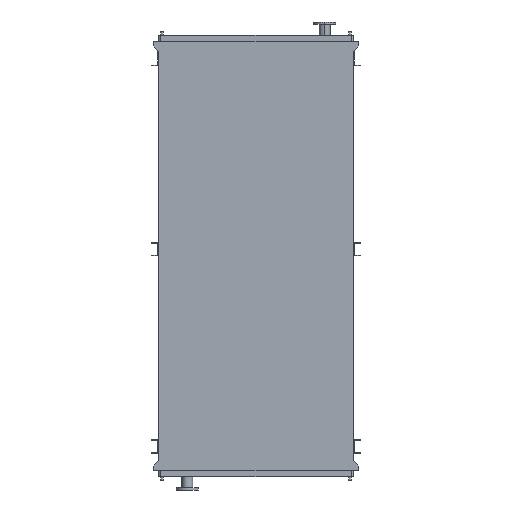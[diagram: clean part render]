
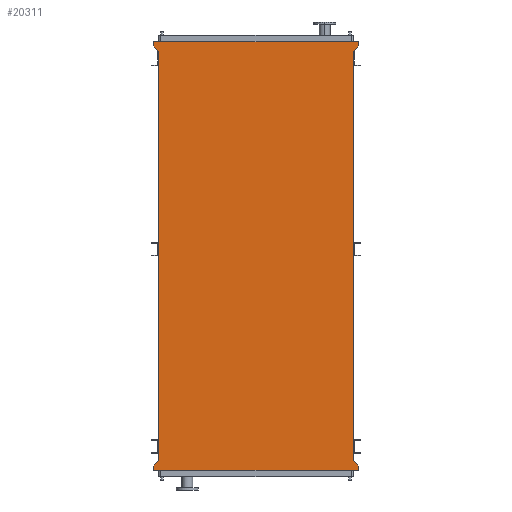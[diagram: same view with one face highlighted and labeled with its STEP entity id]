
A CAD part, front view. The second image highlights one B-rep face of the part: STEP entity #20311.
In plain terms, the highlighted planar face has unit normal (0, -1, 0).
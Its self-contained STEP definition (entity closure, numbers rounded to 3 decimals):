
#62 = CARTESIAN_POINT ( 'NONE',  ( -1011., 0., 95. ) ) ;
#410 = CARTESIAN_POINT ( 'NONE',  ( 965., 0., -4050. ) ) ;
#508 = CARTESIAN_POINT ( 'NONE',  ( -965., 0., -4050. ) ) ;
#1411 = DIRECTION ( 'NONE',  ( 1., 0., 0. ) ) ;
#1494 = CARTESIAN_POINT ( 'NONE',  ( -965., 0., 0. ) ) ;
#1615 = EDGE_CURVE ( 'NONE', #10023, #20979, #21315, .T. ) ;
#1659 = CARTESIAN_POINT ( 'NONE',  ( 1011., 0., 53. ) ) ;
#1848 = ORIENTED_EDGE ( 'NONE', *, *, #2146, .F. ) ;
#2146 = EDGE_CURVE ( 'NONE', #9213, #16798, #6959, .T. ) ;
#2352 = EDGE_CURVE ( 'NONE', #22115, #21828, #20660, .T. ) ;
#2492 = LINE ( 'NONE', #7818, #5721 ) ;
#2634 = CARTESIAN_POINT ( 'NONE',  ( 1011., 0., -4103. ) ) ;
#2757 = CARTESIAN_POINT ( 'NONE',  ( -1011., 0., -4103. ) ) ;
#3093 = AXIS2_PLACEMENT_3D ( 'NONE', #13253, #22849, #15438 ) ;
#3131 = ORIENTED_EDGE ( 'NONE', *, *, #10205, .F. ) ;
#3248 = CARTESIAN_POINT ( 'NONE',  ( -1011., 0., 53. ) ) ;
#3264 = VECTOR ( 'NONE', #4656, 1000. ) ;
#3415 = CARTESIAN_POINT ( 'NONE',  ( 965., 0., -4050. ) ) ;
#3663 = DIRECTION ( 'NONE',  ( 0., 0., 1. ) ) ;
#3970 = EDGE_LOOP ( 'NONE', ( #21188, #17263, #17308, #4618, #22883, #1848, #3131, #11845, #13659, #7063, #9539, #6081 ) ) ;
#4618 = ORIENTED_EDGE ( 'NONE', *, *, #7805, .F. ) ;
#4656 = DIRECTION ( 'NONE',  ( 0., 0., 1. ) ) ;
#4889 = VECTOR ( 'NONE', #22390, 1000. ) ;
#5429 = CARTESIAN_POINT ( 'NONE',  ( -965., 0., 0. ) ) ;
#5472 = LINE ( 'NONE', #11165, #15818 ) ;
#5708 = CARTESIAN_POINT ( 'NONE',  ( 1011., 0., 53. ) ) ;
#5721 = VECTOR ( 'NONE', #17176, 1000. ) ;
#5848 = DIRECTION ( 'NONE',  ( 0., 0., -1. ) ) ;
#6081 = ORIENTED_EDGE ( 'NONE', *, *, #18397, .F. ) ;
#6641 = VECTOR ( 'NONE', #1411, 1000. ) ;
#6959 = LINE ( 'NONE', #1494, #12426 ) ;
#7034 = EDGE_CURVE ( 'NONE', #14214, #7377, #14971, .T. ) ;
#7063 = ORIENTED_EDGE ( 'NONE', *, *, #13555, .F. ) ;
#7228 = CARTESIAN_POINT ( 'NONE',  ( 1011., 0., -4103. ) ) ;
#7377 = VERTEX_POINT ( 'NONE', #11906 ) ;
#7805 = EDGE_CURVE ( 'NONE', #14931, #10023, #23742, .T. ) ;
#7818 = CARTESIAN_POINT ( 'NONE',  ( -965., 0., -4050. ) ) ;
#8534 = CARTESIAN_POINT ( 'NONE',  ( -965., 0., -4050. ) ) ;
#9213 = VERTEX_POINT ( 'NONE', #5429 ) ;
#9539 = ORIENTED_EDGE ( 'NONE', *, *, #2352, .F. ) ;
#10023 = VERTEX_POINT ( 'NONE', #19261 ) ;
#10205 = EDGE_CURVE ( 'NONE', #18738, #9213, #23103, .T. ) ;
#10280 = VECTOR ( 'NONE', #13311, 1000. ) ;
#11026 = VECTOR ( 'NONE', #20161, 1000. ) ;
#11165 = CARTESIAN_POINT ( 'NONE',  ( -1011., 0., -4103. ) ) ;
#11309 = CARTESIAN_POINT ( 'NONE',  ( 1011., 0., -4145. ) ) ;
#11378 = CARTESIAN_POINT ( 'NONE',  ( 1011., 0., -4145. ) ) ;
#11845 = ORIENTED_EDGE ( 'NONE', *, *, #16742, .F. ) ;
#11906 = CARTESIAN_POINT ( 'NONE',  ( 965., 0., 0. ) ) ;
#12426 = VECTOR ( 'NONE', #22247, 1000. ) ;
#13119 = EDGE_CURVE ( 'NONE', #20979, #7377, #22337, .T. ) ;
#13233 = VERTEX_POINT ( 'NONE', #15036 ) ;
#13253 = CARTESIAN_POINT ( 'NONE',  ( -965., 0., -4050. ) ) ;
#13311 = DIRECTION ( 'NONE',  ( -1., 0., 0. ) ) ;
#13555 = EDGE_CURVE ( 'NONE', #21828, #13233, #19156, .T. ) ;
#13630 = VERTEX_POINT ( 'NONE', #2757 ) ;
#13659 = ORIENTED_EDGE ( 'NONE', *, *, #19057, .F. ) ;
#13948 = VECTOR ( 'NONE', #14376, 1000. ) ;
#14214 = VERTEX_POINT ( 'NONE', #3415 ) ;
#14376 = DIRECTION ( 'NONE',  ( 0., 0., -1. ) ) ;
#14931 = VERTEX_POINT ( 'NONE', #23631 ) ;
#14971 = LINE ( 'NONE', #410, #4889 ) ;
#15007 = EDGE_CURVE ( 'NONE', #16798, #14931, #17694, .T. ) ;
#15036 = CARTESIAN_POINT ( 'NONE',  ( -1011., 0., -4145. ) ) ;
#15438 = DIRECTION ( 'NONE',  ( 0., 0., -1. ) ) ;
#15818 = VECTOR ( 'NONE', #3663, 1000. ) ;
#15864 = DIRECTION ( 'NONE',  ( 0., 0., 1. ) ) ;
#16742 = EDGE_CURVE ( 'NONE', #13630, #18738, #2492, .T. ) ;
#16798 = VERTEX_POINT ( 'NONE', #21293 ) ;
#17176 = DIRECTION ( 'NONE',  ( 0.655, 0., 0.755 ) ) ;
#17263 = ORIENTED_EDGE ( 'NONE', *, *, #13119, .F. ) ;
#17308 = ORIENTED_EDGE ( 'NONE', *, *, #1615, .F. ) ;
#17391 = FACE_OUTER_BOUND ( 'NONE', #3970, .T. ) ;
#17454 = CARTESIAN_POINT ( 'NONE',  ( -1011., 0., -4145. ) ) ;
#17468 = VECTOR ( 'NONE', #5848, 1000. ) ;
#17694 = LINE ( 'NONE', #3248, #22719 ) ;
#18397 = EDGE_CURVE ( 'NONE', #14214, #22115, #19269, .T. ) ;
#18738 = VERTEX_POINT ( 'NONE', #508 ) ;
#18905 = DIRECTION ( 'NONE',  ( 0.655, 0., -0.755 ) ) ;
#19057 = EDGE_CURVE ( 'NONE', #13233, #13630, #5472, .T. ) ;
#19095 = PLANE ( 'NONE',  #3093 ) ;
#19156 = LINE ( 'NONE', #17454, #10280 ) ;
#19261 = CARTESIAN_POINT ( 'NONE',  ( 1011., 0., 95. ) ) ;
#19269 = LINE ( 'NONE', #2634, #20510 ) ;
#20161 = DIRECTION ( 'NONE',  ( -0.655, 0., -0.755 ) ) ;
#20311 = ADVANCED_FACE ( 'NONE', ( #17391 ), #19095, .T. ) ;
#20510 = VECTOR ( 'NONE', #18905, 1000. ) ;
#20660 = LINE ( 'NONE', #11309, #17468 ) ;
#20979 = VERTEX_POINT ( 'NONE', #1659 ) ;
#21188 = ORIENTED_EDGE ( 'NONE', *, *, #7034, .T. ) ;
#21293 = CARTESIAN_POINT ( 'NONE',  ( -1011., 0., 53. ) ) ;
#21315 = LINE ( 'NONE', #21802, #13948 ) ;
#21802 = CARTESIAN_POINT ( 'NONE',  ( 1011., 0., 95. ) ) ;
#21828 = VERTEX_POINT ( 'NONE', #11378 ) ;
#22115 = VERTEX_POINT ( 'NONE', #7228 ) ;
#22247 = DIRECTION ( 'NONE',  ( -0.655, 0., 0.755 ) ) ;
#22337 = LINE ( 'NONE', #5708, #11026 ) ;
#22390 = DIRECTION ( 'NONE',  ( 0., 0., 1. ) ) ;
#22719 = VECTOR ( 'NONE', #15864, 1000. ) ;
#22849 = DIRECTION ( 'NONE',  ( 0., -1., 0. ) ) ;
#22883 = ORIENTED_EDGE ( 'NONE', *, *, #15007, .F. ) ;
#23103 = LINE ( 'NONE', #8534, #3264 ) ;
#23631 = CARTESIAN_POINT ( 'NONE',  ( -1011., 0., 95. ) ) ;
#23742 = LINE ( 'NONE', #62, #6641 ) ;
